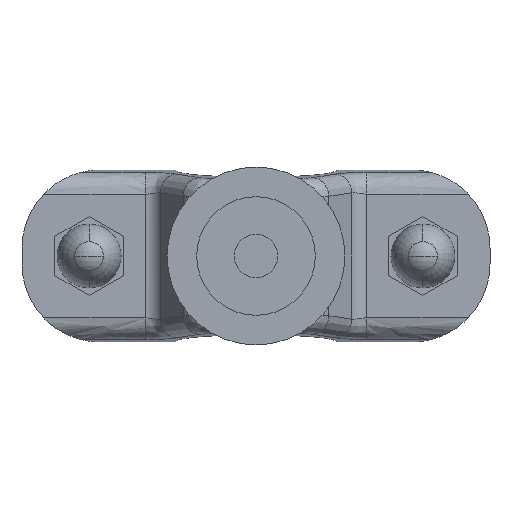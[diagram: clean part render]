
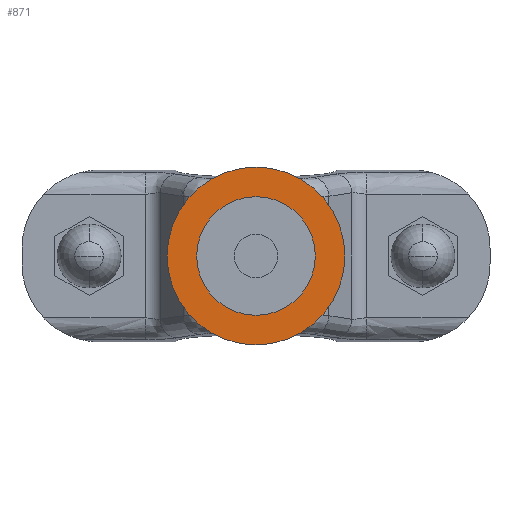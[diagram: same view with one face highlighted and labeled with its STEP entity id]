
A CAD part, front view. The second image highlights one B-rep face of the part: STEP entity #871.
In plain terms, the highlighted planar face has unit normal (0, -1, 0).
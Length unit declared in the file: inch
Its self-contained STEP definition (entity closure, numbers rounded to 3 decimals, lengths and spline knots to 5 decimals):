
#58 = ORIENTED_EDGE ( 'NONE', *, *, #273, .F. ) ;
#146 = CARTESIAN_POINT ( 'NONE',  ( -0.38, -1.826, 0. ) ) ;
#177 = CIRCLE ( 'NONE', #3954, 0.38 ) ;
#273 = EDGE_CURVE ( 'NONE', #2049, #3210, #2658, .T. ) ;
#401 = AXIS2_PLACEMENT_3D ( 'NONE', #1988, #1028, #2996 ) ;
#656 = EDGE_LOOP ( 'NONE', ( #58, #2274 ) ) ;
#757 = AXIS2_PLACEMENT_3D ( 'NONE', #146, #2369, #3988 ) ;
#871 = ADVANCED_FACE ( 'NONE', ( #4011, #2089 ), #1408, .T. ) ;
#1023 = CIRCLE ( 'NONE', #1761, 0.38 ) ;
#1028 = DIRECTION ( 'NONE',  ( 0., 1., 0. ) ) ;
#1064 = CARTESIAN_POINT ( 'NONE',  ( 0.38, -1.826, 0. ) ) ;
#1077 = VERTEX_POINT ( 'NONE', #3633 ) ;
#1222 = CIRCLE ( 'NONE', #1359, 0.57 ) ;
#1359 = AXIS2_PLACEMENT_3D ( 'NONE', #2201, #4152, #2847 ) ;
#1408 = PLANE ( 'NONE',  #757 ) ;
#1566 = CARTESIAN_POINT ( 'NONE',  ( 0.57, -1.826, 0. ) ) ;
#1761 = AXIS2_PLACEMENT_3D ( 'NONE', #2346, #3664, #2979 ) ;
#1804 = VERTEX_POINT ( 'NONE', #1064 ) ;
#1988 = CARTESIAN_POINT ( 'NONE',  ( 0., -1.826, 0. ) ) ;
#2009 = ORIENTED_EDGE ( 'NONE', *, *, #2953, .T. ) ;
#2035 = DIRECTION ( 'NONE',  ( 0., 1., 0. ) ) ;
#2049 = VERTEX_POINT ( 'NONE', #2373 ) ;
#2089 = FACE_OUTER_BOUND ( 'NONE', #656, .T. ) ;
#2201 = CARTESIAN_POINT ( 'NONE',  ( 0., -1.826, 0. ) ) ;
#2272 = ORIENTED_EDGE ( 'NONE', *, *, #3080, .T. ) ;
#2274 = ORIENTED_EDGE ( 'NONE', *, *, #3376, .F. ) ;
#2346 = CARTESIAN_POINT ( 'NONE',  ( 0., -1.826, 0. ) ) ;
#2369 = DIRECTION ( 'NONE',  ( 0., -1., 0. ) ) ;
#2373 = CARTESIAN_POINT ( 'NONE',  ( -0.57, -1.826, 0. ) ) ;
#2658 = CIRCLE ( 'NONE', #401, 0.57 ) ;
#2679 = DIRECTION ( 'NONE',  ( -1., 0., 0. ) ) ;
#2847 = DIRECTION ( 'NONE',  ( -1., 0., 0. ) ) ;
#2953 = EDGE_CURVE ( 'NONE', #1804, #1077, #1023, .T. ) ;
#2979 = DIRECTION ( 'NONE',  ( -1., 0., 0. ) ) ;
#2996 = DIRECTION ( 'NONE',  ( -1., 0., 0. ) ) ;
#3080 = EDGE_CURVE ( 'NONE', #1077, #1804, #177, .T. ) ;
#3210 = VERTEX_POINT ( 'NONE', #1566 ) ;
#3335 = CARTESIAN_POINT ( 'NONE',  ( 0., -1.826, 0. ) ) ;
#3376 = EDGE_CURVE ( 'NONE', #3210, #2049, #1222, .T. ) ;
#3633 = CARTESIAN_POINT ( 'NONE',  ( -0.38, -1.826, 0. ) ) ;
#3664 = DIRECTION ( 'NONE',  ( 0., 1., 0. ) ) ;
#3954 = AXIS2_PLACEMENT_3D ( 'NONE', #3335, #2035, #2679 ) ;
#3988 = DIRECTION ( 'NONE',  ( 1., 0., 0. ) ) ;
#4011 = FACE_BOUND ( 'NONE', #4071, .T. ) ;
#4071 = EDGE_LOOP ( 'NONE', ( #2272, #2009 ) ) ;
#4152 = DIRECTION ( 'NONE',  ( 0., 1., 0. ) ) ;
